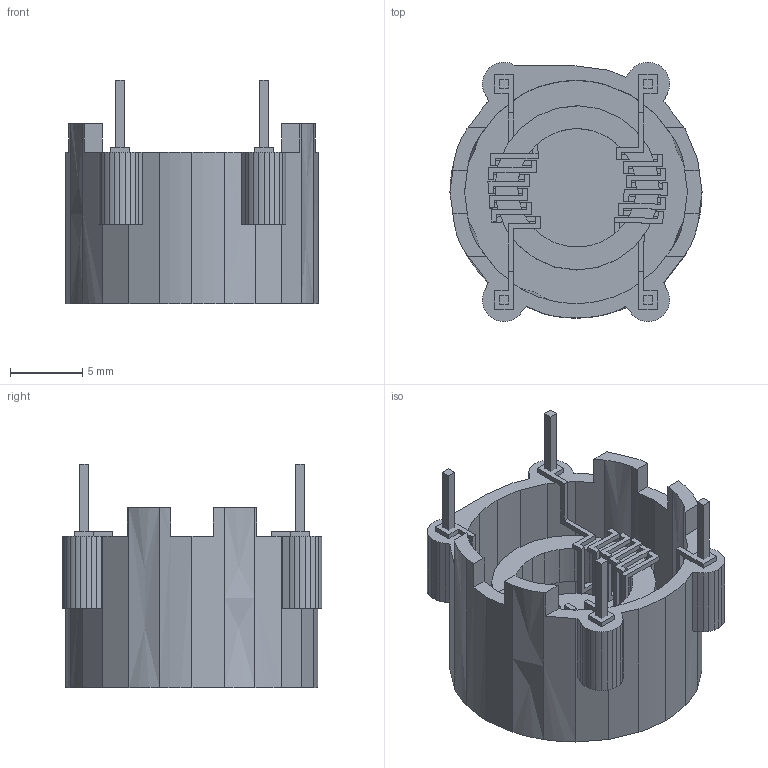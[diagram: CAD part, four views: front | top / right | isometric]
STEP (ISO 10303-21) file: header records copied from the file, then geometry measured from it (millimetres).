
FILE_DESCRIPTION(('FreeCAD Model'),'2;1');
FILE_NAME('X11H.stp', '2014-07-09T13:09:14',('FreeCAD'),('FreeCAD'), 'Open CASCADE STEP processor 6.3','FreeCAD','Unknown');
FILE_SCHEMA(('AUTOMOTIVE_DESIGN_CC2 { 1 2 10303 214 -1 1 5 4 }'));
Length unit declared in the file: millimetre
Products named in the file (6): X11H; X11H001; X11H002; X11H003; X11H005; X11H004
Bounding box: 17.5 x 18 x 15.5 mm (x, y, z)
Volume: 1014.8 mm3; surface area: 2299.7 mm2
Topology: 6 solids, 6 shells, 695 faces, 2032 edges, 1353 vertices
Faces by surface type: plane 611, cylinder 74, cone 10
Entity records: 52378 total; most frequent: CARTESIAN_POINT 12318, DIRECTION 7198, LINE 5286, VECTOR 5286, ORIENTED_EDGE 4064, PCURVE 4064, DEFINITIONAL_REPRESENTATION 4064, EDGE_CURVE 2032
